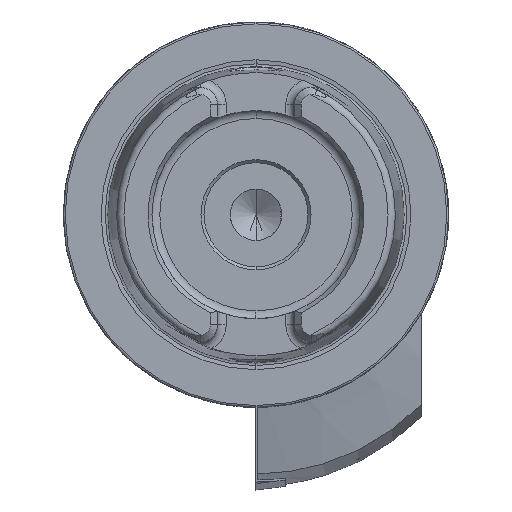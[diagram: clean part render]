
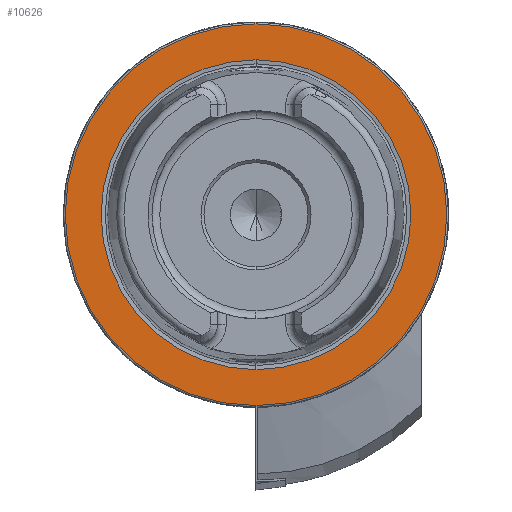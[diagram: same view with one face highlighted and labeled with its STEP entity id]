
A CAD part, left-side view. The second image highlights one B-rep face of the part: STEP entity #10626.
In plain terms, the highlighted planar face has unit normal (-1, 0, 0).
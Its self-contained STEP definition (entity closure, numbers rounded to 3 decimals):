
#452 = CIRCLE ( 'NONE', #6221, 31.2 ) ;
#455 = CIRCLE ( 'NONE', #6222, 25.324 ) ;
#1389 = CARTESIAN_POINT ( 'NONE',  ( 0., 0., 0. ) ) ;
#1391 = DIRECTION ( 'NONE',  ( -1., 0., 0. ) ) ;
#1393 = DIRECTION ( 'NONE',  ( 0., 0., 1. ) ) ;
#1466 = CARTESIAN_POINT ( 'NONE',  ( 0., 0., 0. ) ) ;
#1467 = DIRECTION ( 'NONE',  ( -1., 0., 0. ) ) ;
#1469 = DIRECTION ( 'NONE',  ( 0., 0., 1. ) ) ;
#2289 = CARTESIAN_POINT ( 'NONE',  ( 0., 0., 0. ) ) ;
#2291 = DIRECTION ( 'NONE',  ( -1., 0., 0. ) ) ;
#2293 = DIRECTION ( 'NONE',  ( 0., 0., 1. ) ) ;
#2296 = CARTESIAN_POINT ( 'NONE',  ( 0., 0., 0. ) ) ;
#2298 = DIRECTION ( 'NONE',  ( -1., 0., 0. ) ) ;
#2300 = DIRECTION ( 'NONE',  ( 0., 0., 1. ) ) ;
#2643 = ORIENTED_EDGE ( 'NONE', *, *, #5959, .F. ) ;
#2645 = ORIENTED_EDGE ( 'NONE', *, *, #8876, .F. ) ;
#2647 = ORIENTED_EDGE ( 'NONE', *, *, #8870, .T. ) ;
#2649 = ORIENTED_EDGE ( 'NONE', *, *, #5958, .T. ) ;
#3156 = AXIS2_PLACEMENT_3D ( 'NONE', #1466, #1467, #1469 ) ;
#3304 = AXIS2_PLACEMENT_3D ( 'NONE', #7020, #7030, #7031 ) ;
#4570 = EDGE_LOOP ( 'NONE', ( #2643, #2645 ) ) ;
#4575 = EDGE_LOOP ( 'NONE', ( #2647, #2649 ) ) ;
#5958 = EDGE_CURVE ( 'NONE', #10180, #10187, #452, .T. ) ;
#5959 = EDGE_CURVE ( 'NONE', #10259, #10245, #455, .T. ) ;
#6221 = AXIS2_PLACEMENT_3D ( 'NONE', #2289, #2291, #2293 ) ;
#6222 = AXIS2_PLACEMENT_3D ( 'NONE', #2296, #2298, #2300 ) ;
#6294 = AXIS2_PLACEMENT_3D ( 'NONE', #1389, #1391, #1393 ) ;
#6712 = CARTESIAN_POINT ( 'NONE',  ( 0., 0., -31.2 ) ) ;
#6719 = CARTESIAN_POINT ( 'NONE',  ( 0., 0., 31.2 ) ) ;
#6777 = CARTESIAN_POINT ( 'NONE',  ( 0., 0., -25.324 ) ) ;
#6791 = CARTESIAN_POINT ( 'NONE',  ( 0., 0., 25.324 ) ) ;
#7020 = CARTESIAN_POINT ( 'NONE',  ( 0., 31.2, 0. ) ) ;
#7028 = PLANE ( 'NONE',  #3304 ) ;
#7030 = DIRECTION ( 'NONE',  ( 1., 0., 0. ) ) ;
#7031 = DIRECTION ( 'NONE',  ( 0., 0., -1. ) ) ;
#7752 = FACE_OUTER_BOUND ( 'NONE', #4575, .T. ) ;
#7754 = FACE_BOUND ( 'NONE', #4570, .T. ) ;
#7972 = CIRCLE ( 'NONE', #6294, 31.2 ) ;
#7982 = CIRCLE ( 'NONE', #3156, 25.324 ) ;
#8870 = EDGE_CURVE ( 'NONE', #10187, #10180, #7972, .T. ) ;
#8876 = EDGE_CURVE ( 'NONE', #10245, #10259, #7982, .T. ) ;
#10180 = VERTEX_POINT ( 'NONE', #6712 ) ;
#10187 = VERTEX_POINT ( 'NONE', #6719 ) ;
#10245 = VERTEX_POINT ( 'NONE', #6777 ) ;
#10259 = VERTEX_POINT ( 'NONE', #6791 ) ;
#10626 = ADVANCED_FACE ( 'NONE', ( #7754, #7752 ), #7028, .F. ) ;
